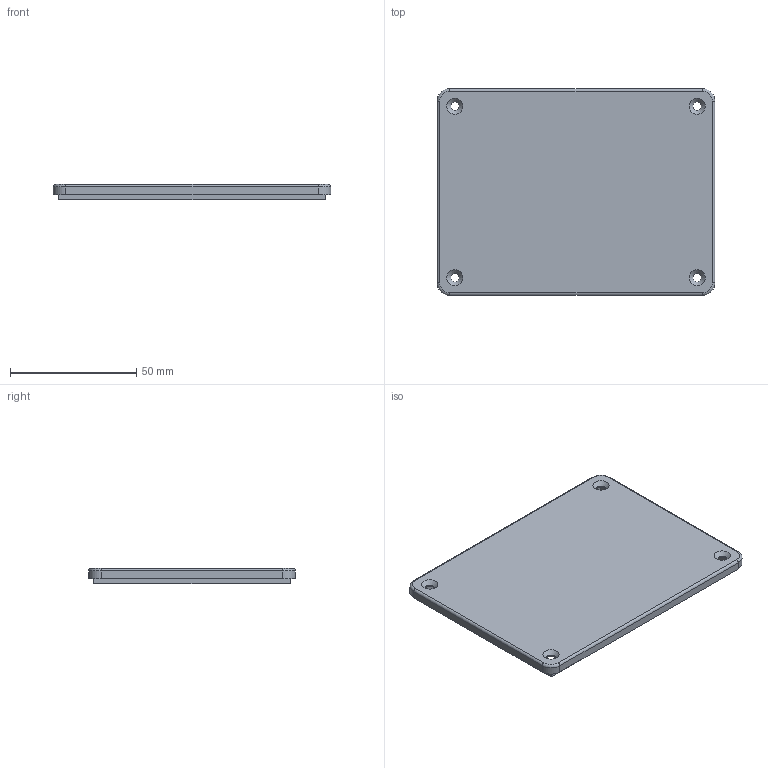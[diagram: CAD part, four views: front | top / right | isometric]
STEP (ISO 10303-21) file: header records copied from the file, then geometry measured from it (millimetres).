
FILE_DESCRIPTION(('FreeCAD Model'),'2;1');
FILE_NAME('Hammond_1591_Deckel.step', '2021-02-21T14:49:38',('Author'),(''), 'Open CASCADE STEP processor 7.3','FreeCAD','Unknown');
FILE_SCHEMA(('AUTOMOTIVE_DESIGN { 1 0 10303 214 1 1 1 1 }'));
Length unit declared in the file: millimetre
Products named in the file (1): Hammond_1591_Deckel
Bounding box: 110 x 82 x 6 mm (x, y, z)
Volume: 22049.5 mm3; surface area: 21466.6 mm2
Topology: 1 solids, 1 shells, 36 faces, 84 edges, 52 vertices
Faces by surface type: plane 16, cylinder 12, cone 4, torus 4
Full cylindrical faces by diameter (mm): 3.4 x4
Entity records: 2157 total; most frequent: CARTESIAN_POINT 373, DIRECTION 346, LINE 196, VECTOR 196, ORIENTED_EDGE 168, PCURVE 168, DEFINITIONAL_REPRESENTATION 168, EDGE_CURVE 84
